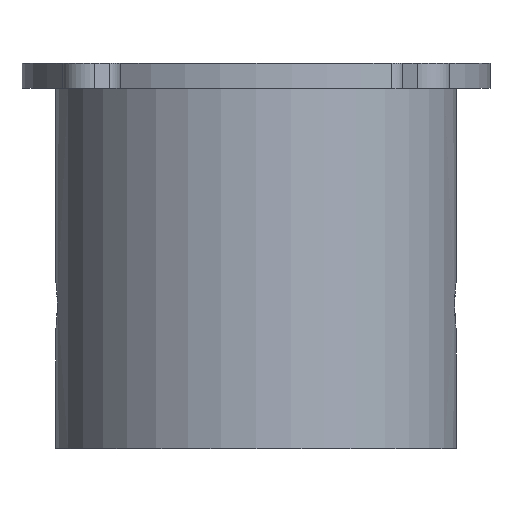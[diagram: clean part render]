
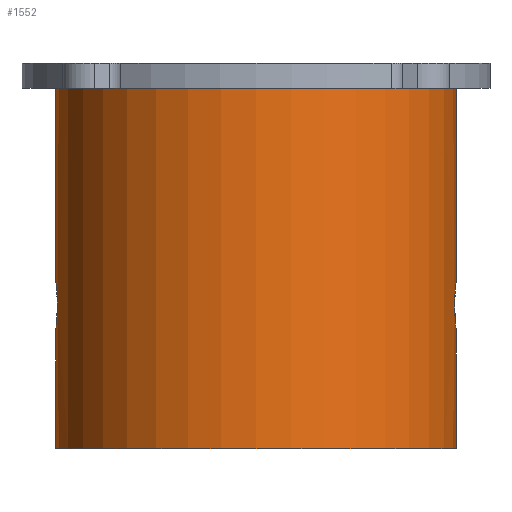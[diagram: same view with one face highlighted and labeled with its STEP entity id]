
A CAD part, front view. The second image highlights one B-rep face of the part: STEP entity #1552.
In plain terms, the highlighted cylindrical face has radius 16 mm (diameter 32 mm), a full revolution.
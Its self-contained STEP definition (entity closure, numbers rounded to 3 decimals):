
#20=B_SPLINE_CURVE_WITH_KNOTS('',3,(#2628,#2629,#2630,#2631,#2632,#2633,
#2634,#2635,#2636,#2637,#2638,#2639,#2640,#2641,#2642,#2643,#2644,#2645),
 .UNSPECIFIED.,.F.,.F.,(4,2,2,2,2,2,2,2,4),(0.,0.075,0.151,
0.226,0.302,0.377,0.453,
0.528,0.603),.UNSPECIFIED.);
#21=B_SPLINE_CURVE_WITH_KNOTS('',3,(#2646,#2647,#2648,#2649,#2650,#2651,
#2652,#2653,#2654,#2655,#2656,#2657,#2658,#2659,#2660,#2661,#2662,#2663),
 .UNSPECIFIED.,.F.,.F.,(4,2,2,2,2,2,2,2,4),(0.603,0.679,
0.754,0.83,0.905,0.981,
1.056,1.131,1.207),.UNSPECIFIED.);
#22=B_SPLINE_CURVE_WITH_KNOTS('',3,(#2667,#2668,#2669,#2670,#2671,#2672,
#2673,#2674,#2675,#2676,#2677,#2678),.UNSPECIFIED.,.F.,.F.,(4,2,2,2,2,4),
(0.287,0.302,0.377,0.453,
0.528,0.603),.UNSPECIFIED.);
#23=B_SPLINE_CURVE_WITH_KNOTS('',3,(#2680,#2681,#2682,#2683,#2684,#2685,
#2686,#2687,#2688,#2689,#2690,#2691,#2692,#2693,#2694,#2695,#2696,#2697,
#2698),.UNSPECIFIED.,.F.,.F.,(4,2,2,2,3,2,2,2,4),(0.92,0.981,
1.056,1.131,1.207,1.282,1.358,
1.433,1.494),.UNSPECIFIED.);
#24=B_SPLINE_CURVE_WITH_KNOTS('',3,(#2699,#2700,#2701,#2702,#2703,#2704,
#2705,#2706,#2707,#2708,#2709,#2710),.UNSPECIFIED.,.F.,.F.,(4,2,2,2,2,4),
(0.603,0.679,0.754,0.83,
0.905,0.92),.UNSPECIFIED.);
#41=FACE_BOUND('',#244,.T.);
#146=FACE_OUTER_BOUND('',#243,.T.);
#243=EDGE_LOOP('',(#1405,#1406,#1407,#1408,#1409,#1410,#1411,#1412,#1413));
#244=EDGE_LOOP('',(#1414,#1415));
#355=LINE('',#2798,#467);
#356=LINE('',#2799,#468);
#467=VECTOR('',#2259,16.);
#468=VECTOR('',#2260,16.);
#497=CIRCLE('',#1615,16.);
#579=CIRCLE('',#1741,16.);
#626=VERTEX_POINT('',#2389);
#706=VERTEX_POINT('',#2625);
#707=VERTEX_POINT('',#2627);
#708=VERTEX_POINT('',#2665);
#709=VERTEX_POINT('',#2666);
#710=VERTEX_POINT('',#2679);
#731=VERTEX_POINT('',#2767);
#791=EDGE_CURVE('',#626,#626,#497,.T.);
#910=EDGE_CURVE('',#707,#706,#20,.T.);
#911=EDGE_CURVE('',#706,#707,#21,.T.);
#912=EDGE_CURVE('',#708,#709,#22,.T.);
#913=EDGE_CURVE('',#710,#708,#23,.T.);
#914=EDGE_CURVE('',#709,#710,#24,.T.);
#946=EDGE_CURVE('',#731,#731,#579,.T.);
#958=EDGE_CURVE('',#731,#708,#355,.T.);
#959=EDGE_CURVE('',#710,#626,#356,.T.);
#1405=ORIENTED_EDGE('',*,*,#946,.T.);
#1406=ORIENTED_EDGE('',*,*,#958,.T.);
#1407=ORIENTED_EDGE('',*,*,#912,.T.);
#1408=ORIENTED_EDGE('',*,*,#914,.T.);
#1409=ORIENTED_EDGE('',*,*,#959,.T.);
#1410=ORIENTED_EDGE('',*,*,#791,.T.);
#1411=ORIENTED_EDGE('',*,*,#959,.F.);
#1412=ORIENTED_EDGE('',*,*,#913,.T.);
#1413=ORIENTED_EDGE('',*,*,#958,.F.);
#1414=ORIENTED_EDGE('',*,*,#910,.T.);
#1415=ORIENTED_EDGE('',*,*,#911,.T.);
#1471=CYLINDRICAL_SURFACE('',#1759,16.);
#1552=ADVANCED_FACE('',(#146,#41),#1471,.T.);
#1615=AXIS2_PLACEMENT_3D('',#2390,#1890,#1891);
#1741=AXIS2_PLACEMENT_3D('',#2768,#2210,#2211);
#1759=AXIS2_PLACEMENT_3D('',#2797,#2257,#2258);
#1890=DIRECTION('center_axis',(0.,0.,1.));
#1891=DIRECTION('ref_axis',(1.,0.,0.));
#2210=DIRECTION('center_axis',(0.,0.,
-1.));
#2211=DIRECTION('ref_axis',(1.,0.,0.));
#2257=DIRECTION('center_axis',(0.,0.,1.));
#2258=DIRECTION('ref_axis',(1.,0.,0.));
#2259=DIRECTION('',(0.,0.,-1.));
#2260=DIRECTION('',(0.,0.,-1.));
#2389=CARTESIAN_POINT('',(-16.05,1.15,-3.5));
#2390=CARTESIAN_POINT('Origin',(-0.05,1.15,-3.5));
#2625=CARTESIAN_POINT('',(15.805,-1.,8.));
#2627=CARTESIAN_POINT('',(15.843,3.,8.));
#2628=CARTESIAN_POINT('Ctrl Pts',(15.843,3.,8.));
#2629=CARTESIAN_POINT('Ctrl Pts',(15.843,3.,7.749));
#2630=CARTESIAN_POINT('Ctrl Pts',(15.849,2.95,7.481));
#2631=CARTESIAN_POINT('Ctrl Pts',(15.871,2.745,6.988));
#2632=CARTESIAN_POINT('Ctrl Pts',(15.886,2.592,6.763));
#2633=CARTESIAN_POINT('Ctrl Pts',(15.914,2.237,6.408));
#2634=CARTESIAN_POINT('Ctrl Pts',(15.929,2.012,6.254));
#2635=CARTESIAN_POINT('Ctrl Pts',(15.948,1.519,6.05));
#2636=CARTESIAN_POINT('Ctrl Pts',(15.952,1.251,6.));
#2637=CARTESIAN_POINT('Ctrl Pts',(15.947,0.748,6.));
#2638=CARTESIAN_POINT('Ctrl Pts',(15.938,0.48,6.05));
#2639=CARTESIAN_POINT('Ctrl Pts',(15.91,-0.012,
6.255));
#2640=CARTESIAN_POINT('Ctrl Pts',(15.891,-0.237,6.409));
#2641=CARTESIAN_POINT('Ctrl Pts',(15.856,-0.592,6.763));
#2642=CARTESIAN_POINT('Ctrl Pts',(15.838,-0.746,6.988));
#2643=CARTESIAN_POINT('Ctrl Pts',(15.812,-0.95,7.481));
#2644=CARTESIAN_POINT('Ctrl Pts',(15.805,-1.,7.749));
#2645=CARTESIAN_POINT('Ctrl Pts',(15.805,-1.,8.));
#2646=CARTESIAN_POINT('Ctrl Pts',(15.805,-1.,8.));
#2647=CARTESIAN_POINT('Ctrl Pts',(15.805,-1.,8.251));
#2648=CARTESIAN_POINT('Ctrl Pts',(15.812,-0.95,8.519));
#2649=CARTESIAN_POINT('Ctrl Pts',(15.838,-0.746,9.012));
#2650=CARTESIAN_POINT('Ctrl Pts',(15.856,-0.592,9.237));
#2651=CARTESIAN_POINT('Ctrl Pts',(15.891,-0.237,9.591));
#2652=CARTESIAN_POINT('Ctrl Pts',(15.91,-0.012,
9.745));
#2653=CARTESIAN_POINT('Ctrl Pts',(15.938,0.48,9.95));
#2654=CARTESIAN_POINT('Ctrl Pts',(15.947,0.748,10.));
#2655=CARTESIAN_POINT('Ctrl Pts',(15.952,1.251,10.));
#2656=CARTESIAN_POINT('Ctrl Pts',(15.948,1.519,9.95));
#2657=CARTESIAN_POINT('Ctrl Pts',(15.929,2.012,9.746));
#2658=CARTESIAN_POINT('Ctrl Pts',(15.914,2.237,9.592));
#2659=CARTESIAN_POINT('Ctrl Pts',(15.886,2.592,9.237));
#2660=CARTESIAN_POINT('Ctrl Pts',(15.871,2.745,9.012));
#2661=CARTESIAN_POINT('Ctrl Pts',(15.849,2.95,8.519));
#2662=CARTESIAN_POINT('Ctrl Pts',(15.843,3.,8.251));
#2663=CARTESIAN_POINT('Ctrl Pts',(15.843,3.,8.));
#2665=CARTESIAN_POINT('',(-16.05,1.15,9.994));
#2666=CARTESIAN_POINT('',(-15.905,-1.,8.));
#2667=CARTESIAN_POINT('Ctrl Pts',(-16.05,1.15,9.994));
#2668=CARTESIAN_POINT('Ctrl Pts',(-16.05,1.1,9.998));
#2669=CARTESIAN_POINT('Ctrl Pts',(-16.05,1.049,10.));
#2670=CARTESIAN_POINT('Ctrl Pts',(-16.047,0.748,10.));
#2671=CARTESIAN_POINT('Ctrl Pts',(-16.038,0.48,9.95));
#2672=CARTESIAN_POINT('Ctrl Pts',(-16.01,-0.012,
9.745));
#2673=CARTESIAN_POINT('Ctrl Pts',(-15.991,-0.237,9.591));
#2674=CARTESIAN_POINT('Ctrl Pts',(-15.956,-0.592,9.237));
#2675=CARTESIAN_POINT('Ctrl Pts',(-15.938,-0.746,
9.012));
#2676=CARTESIAN_POINT('Ctrl Pts',(-15.912,-0.95,
8.519));
#2677=CARTESIAN_POINT('Ctrl Pts',(-15.905,-1.,8.251));
#2678=CARTESIAN_POINT('Ctrl Pts',(-15.905,-1.,8.));
#2679=CARTESIAN_POINT('',(-16.05,1.15,6.006));
#2680=CARTESIAN_POINT('Ctrl Pts',(-16.05,1.15,6.006));
#2681=CARTESIAN_POINT('Ctrl Pts',(-16.05,1.356,6.021));
#2682=CARTESIAN_POINT('Ctrl Pts',(-16.046,1.568,6.07));
#2683=CARTESIAN_POINT('Ctrl Pts',(-16.029,2.012,6.254));
#2684=CARTESIAN_POINT('Ctrl Pts',(-16.014,2.237,6.408));
#2685=CARTESIAN_POINT('Ctrl Pts',(-15.986,2.592,6.763));
#2686=CARTESIAN_POINT('Ctrl Pts',(-15.971,2.745,6.988));
#2687=CARTESIAN_POINT('Ctrl Pts',(-15.949,2.95,7.481));
#2688=CARTESIAN_POINT('Ctrl Pts',(-15.943,3.,7.749));
#2689=CARTESIAN_POINT('Ctrl Pts',(-15.943,3.,8.));
#2690=CARTESIAN_POINT('Ctrl Pts',(-15.943,3.,8.251));
#2691=CARTESIAN_POINT('Ctrl Pts',(-15.949,2.95,8.519));
#2692=CARTESIAN_POINT('Ctrl Pts',(-15.971,2.745,9.012));
#2693=CARTESIAN_POINT('Ctrl Pts',(-15.986,2.592,9.237));
#2694=CARTESIAN_POINT('Ctrl Pts',(-16.014,2.237,9.592));
#2695=CARTESIAN_POINT('Ctrl Pts',(-16.029,2.012,9.746));
#2696=CARTESIAN_POINT('Ctrl Pts',(-16.046,1.568,9.93));
#2697=CARTESIAN_POINT('Ctrl Pts',(-16.05,1.356,9.979));
#2698=CARTESIAN_POINT('Ctrl Pts',(-16.05,1.15,9.994));
#2699=CARTESIAN_POINT('Ctrl Pts',(-15.905,-1.,8.));
#2700=CARTESIAN_POINT('Ctrl Pts',(-15.905,-1.,7.749));
#2701=CARTESIAN_POINT('Ctrl Pts',(-15.912,-0.95,
7.481));
#2702=CARTESIAN_POINT('Ctrl Pts',(-15.938,-0.746,
6.988));
#2703=CARTESIAN_POINT('Ctrl Pts',(-15.956,-0.592,6.763));
#2704=CARTESIAN_POINT('Ctrl Pts',(-15.991,-0.237,
6.409));
#2705=CARTESIAN_POINT('Ctrl Pts',(-16.01,-0.012,
6.255));
#2706=CARTESIAN_POINT('Ctrl Pts',(-16.038,0.48,6.05));
#2707=CARTESIAN_POINT('Ctrl Pts',(-16.047,0.748,6.));
#2708=CARTESIAN_POINT('Ctrl Pts',(-16.05,1.049,6.));
#2709=CARTESIAN_POINT('Ctrl Pts',(-16.05,1.1,6.002));
#2710=CARTESIAN_POINT('Ctrl Pts',(-16.05,1.15,6.006));
#2767=CARTESIAN_POINT('',(-16.05,1.15,25.3));
#2768=CARTESIAN_POINT('Origin',(-0.05,1.15,25.3));
#2797=CARTESIAN_POINT('Origin',(-0.05,1.15,-0.5));
#2798=CARTESIAN_POINT('',(-16.05,1.15,-0.5));
#2799=CARTESIAN_POINT('',(-16.05,1.15,-0.5));
